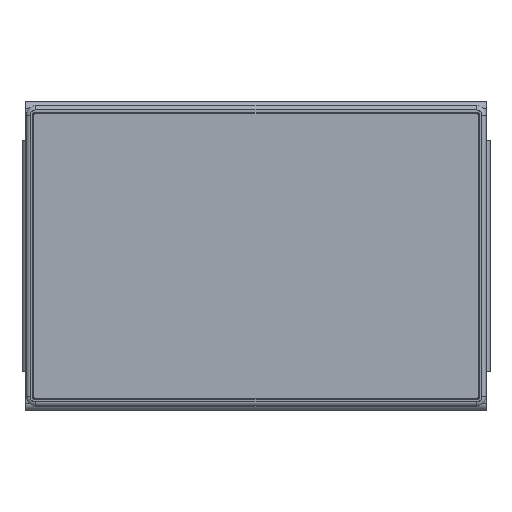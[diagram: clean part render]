
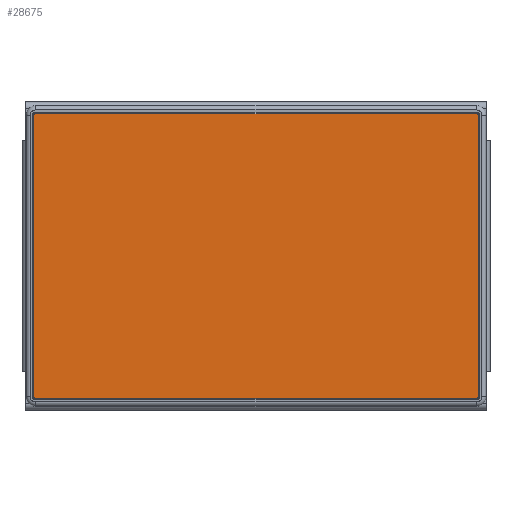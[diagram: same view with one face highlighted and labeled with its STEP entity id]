
A CAD part, top view. The second image highlights one B-rep face of the part: STEP entity #28675.
In plain terms, the highlighted planar face has unit normal (0, 0, 1).
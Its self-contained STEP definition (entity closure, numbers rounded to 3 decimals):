
#2281=CARTESIAN_POINT('',(-207.975,-132.7,2.));
#2282=DIRECTION('',(0.,0.,-1.));
#2283=DIRECTION('',(0.,-1.,0.));
#2284=AXIS2_PLACEMENT_3D('',#2281,#2282,#2283);
#2286=DIRECTION('',(0.,1.,0.));
#2287=VECTOR('',#2286,265.4);
#2288=CARTESIAN_POINT('',(-209.475,-132.7,2.));
#2289=LINE('',#2288,#2287);
#2290=CARTESIAN_POINT('',(-207.975,132.7,2.));
#2291=DIRECTION('',(0.,0.,-1.));
#2292=DIRECTION('',(-1.,0.,0.));
#2293=AXIS2_PLACEMENT_3D('',#2290,#2291,#2292);
#2295=DIRECTION('',(1.,0.,0.));
#2296=VECTOR('',#2295,415.95);
#2297=CARTESIAN_POINT('',(-207.975,134.2,2.));
#2298=LINE('',#2297,#2296);
#2299=CARTESIAN_POINT('',(207.975,132.7,2.));
#2300=DIRECTION('',(0.,0.,-1.));
#2301=DIRECTION('',(0.,1.,0.));
#2302=AXIS2_PLACEMENT_3D('',#2299,#2300,#2301);
#2304=DIRECTION('',(0.,-1.,0.));
#2305=VECTOR('',#2304,265.4);
#2306=CARTESIAN_POINT('',(209.475,132.7,2.));
#2307=LINE('',#2306,#2305);
#2308=CARTESIAN_POINT('',(207.975,-132.7,2.));
#2309=DIRECTION('',(0.,0.,-1.));
#2310=DIRECTION('',(1.,0.,0.));
#2311=AXIS2_PLACEMENT_3D('',#2308,#2309,#2310);
#2313=DIRECTION('',(-1.,0.,0.));
#2314=VECTOR('',#2313,415.95);
#2315=CARTESIAN_POINT('',(207.975,-134.2,2.));
#2316=LINE('',#2315,#2314);
#23247=CARTESIAN_POINT('',(209.475,132.7,2.));
#23248=VERTEX_POINT('',#23247);
#23249=CARTESIAN_POINT('',(209.475,-132.7,2.));
#23250=VERTEX_POINT('',#23249);
#23251=CARTESIAN_POINT('',(207.975,134.2,2.));
#23252=VERTEX_POINT('',#23251);
#23253=CARTESIAN_POINT('',(-207.975,134.2,2.));
#23254=VERTEX_POINT('',#23253);
#23255=CARTESIAN_POINT('',(-207.975,-134.2,2.));
#23256=CARTESIAN_POINT('',(-209.475,-132.7,2.));
#23257=VERTEX_POINT('',#23255);
#23258=VERTEX_POINT('',#23256);
#23259=CARTESIAN_POINT('',(-209.475,132.7,2.));
#23260=VERTEX_POINT('',#23259);
#23261=CARTESIAN_POINT('',(207.975,-134.2,2.));
#23262=VERTEX_POINT('',#23261);
#28655=CARTESIAN_POINT('',(207.975,-132.7,2.));
#28656=DIRECTION('',(0.,0.,1.));
#28657=DIRECTION('',(1.,0.,0.));
#28658=AXIS2_PLACEMENT_3D('',#28655,#28656,#28657);
#28659=PLANE('',#28658);
#28661=ORIENTED_EDGE('',*,*,#28660,.T.);
#28663=ORIENTED_EDGE('',*,*,#28662,.T.);
#28665=ORIENTED_EDGE('',*,*,#28664,.T.);
#28666=ORIENTED_EDGE('',*,*,#28640,.T.);
#28667=ORIENTED_EDGE('',*,*,#28622,.T.);
#28668=ORIENTED_EDGE('',*,*,#28601,.T.);
#28670=ORIENTED_EDGE('',*,*,#28669,.T.);
#28672=ORIENTED_EDGE('',*,*,#28671,.T.);
#28673=EDGE_LOOP('',(#28661,#28663,#28665,#28666,#28667,#28668,#28670,#28672));
#28674=FACE_OUTER_BOUND('',#28673,.F.);
#28675=ADVANCED_FACE('',(#28674),#28659,.T.);
#2285=CIRCLE('',#2284,1.5);
#2294=CIRCLE('',#2293,1.5);
#2303=CIRCLE('',#2302,1.5);
#2312=CIRCLE('',#2311,1.5);
#28601=EDGE_CURVE('',#23248,#23250,#2307,.T.);
#28622=EDGE_CURVE('',#23252,#23248,#2303,.T.);
#28640=EDGE_CURVE('',#23254,#23252,#2298,.T.);
#28660=EDGE_CURVE('',#23257,#23258,#2285,.T.);
#28662=EDGE_CURVE('',#23258,#23260,#2289,.T.);
#28664=EDGE_CURVE('',#23260,#23254,#2294,.T.);
#28669=EDGE_CURVE('',#23250,#23262,#2312,.T.);
#28671=EDGE_CURVE('',#23262,#23257,#2316,.T.);
